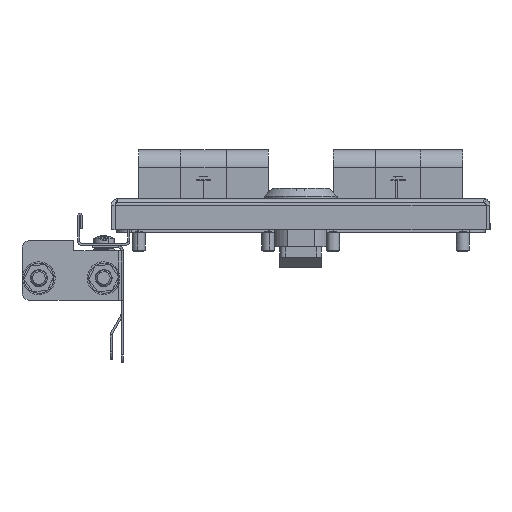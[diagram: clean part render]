
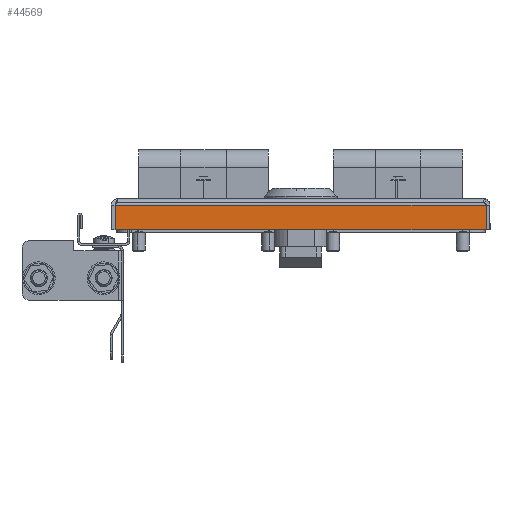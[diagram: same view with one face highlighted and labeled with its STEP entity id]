
A CAD part, left-side view. The second image highlights one B-rep face of the part: STEP entity #44569.
In plain terms, the highlighted planar face has unit normal (-1, 0, 0).
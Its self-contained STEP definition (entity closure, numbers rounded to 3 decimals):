
#997 = VERTEX_POINT ( 'NONE', #18299 ) ;
#4137 = CARTESIAN_POINT ( 'NONE',  ( -589.25, -71.531, -2.4 ) ) ;
#6761 = EDGE_CURVE ( 'NONE', #45141, #44876, #42379, .T. ) ;
#8531 = CARTESIAN_POINT ( 'NONE',  ( -589.25, 71.528, 0. ) ) ;
#10220 = EDGE_CURVE ( 'NONE', #11131, #45141, #56995, .T. ) ;
#11131 = VERTEX_POINT ( 'NONE', #33110 ) ;
#15341 = ORIENTED_EDGE ( 'NONE', *, *, #6761, .F. ) ;
#15783 = VECTOR ( 'NONE', #48125, 1000. ) ;
#18299 = CARTESIAN_POINT ( 'NONE',  ( -589.25, 71.528, -12. ) ) ;
#18742 = VECTOR ( 'NONE', #42875, 1000. ) ;
#19395 = LINE ( 'NONE', #36149, #50668 ) ;
#21862 = EDGE_CURVE ( 'NONE', #997, #44876, #19395, .T. ) ;
#22073 = PLANE ( 'NONE',  #53808 ) ;
#22454 = DIRECTION ( 'NONE',  ( 0., 0., -1. ) ) ;
#26595 = CARTESIAN_POINT ( 'NONE',  ( -589.25, -73.002, -2.4 ) ) ;
#29682 = LINE ( 'NONE', #8531, #15783 ) ;
#30797 = ORIENTED_EDGE ( 'NONE', *, *, #21862, .T. ) ;
#31052 = DIRECTION ( 'NONE',  ( 0., -1., 0. ) ) ;
#32797 = EDGE_CURVE ( 'NONE', #11131, #997, #29682, .T. ) ;
#33110 = CARTESIAN_POINT ( 'NONE',  ( -589.25, 71.528, -2.4 ) ) ;
#36149 = CARTESIAN_POINT ( 'NONE',  ( -589.25, -0.002, -12. ) ) ;
#36338 = DIRECTION ( 'NONE',  ( 0., -1., 0. ) ) ;
#42379 = LINE ( 'NONE', #42683, #18742 ) ;
#42683 = CARTESIAN_POINT ( 'NONE',  ( -589.25, -71.531, -1.4 ) ) ;
#42875 = DIRECTION ( 'NONE',  ( 0., 0., -1. ) ) ;
#44569 = ADVANCED_FACE ( 'NONE', ( #46973 ), #22073, .F. ) ;
#44876 = VERTEX_POINT ( 'NONE', #56278 ) ;
#44995 = CARTESIAN_POINT ( 'NONE',  ( -589.25, -0.002, 0. ) ) ;
#45141 = VERTEX_POINT ( 'NONE', #4137 ) ;
#46765 = ORIENTED_EDGE ( 'NONE', *, *, #32797, .T. ) ;
#46973 = FACE_OUTER_BOUND ( 'NONE', #56408, .T. ) ;
#48125 = DIRECTION ( 'NONE',  ( 0., 0., -1. ) ) ;
#49074 = DIRECTION ( 'NONE',  ( 1., 0., 0. ) ) ;
#50668 = VECTOR ( 'NONE', #36338, 1000. ) ;
#53808 = AXIS2_PLACEMENT_3D ( 'NONE', #44995, #49074, #22454 ) ;
#55120 = ORIENTED_EDGE ( 'NONE', *, *, #10220, .F. ) ;
#55542 = VECTOR ( 'NONE', #31052, 1000. ) ;
#56278 = CARTESIAN_POINT ( 'NONE',  ( -589.25, -71.531, -12. ) ) ;
#56408 = EDGE_LOOP ( 'NONE', ( #15341, #55120, #46765, #30797 ) ) ;
#56995 = LINE ( 'NONE', #26595, #55542 ) ;
